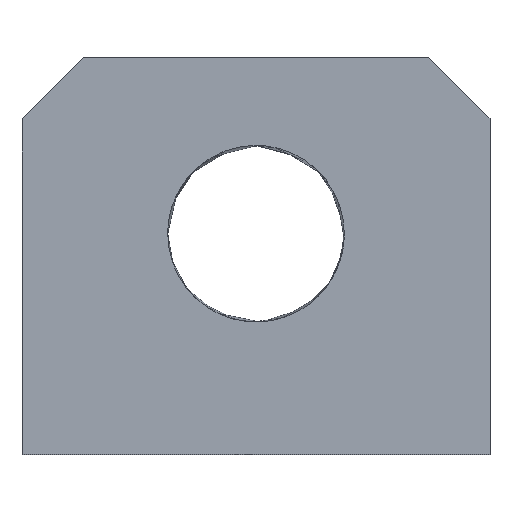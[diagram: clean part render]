
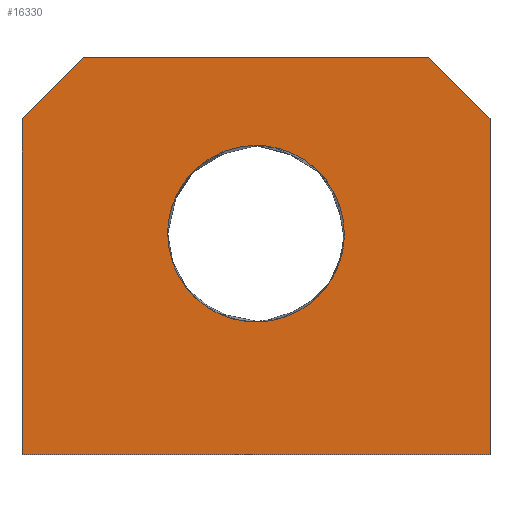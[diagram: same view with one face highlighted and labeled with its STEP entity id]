
A CAD part, top view. The second image highlights one B-rep face of the part: STEP entity #16330.
In plain terms, the highlighted free-form (B-spline) face has degree [1, 1] with [2, 2] control points.
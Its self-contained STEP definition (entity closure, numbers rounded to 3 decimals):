
#3250 = CARTESIAN_POINT ('', (10., 25., 24.));
#3260 = VERTEX_POINT ('', #3250);
#3270 = CARTESIAN_POINT ('', (-10., 25., 24.));
#3280 = VERTEX_POINT ('', #3270);
#3290 = CARTESIAN_POINT ('', (10., 25., 24.));
#3300 = CARTESIAN_POINT ('', (10., 45., 24.));
#3310 = CARTESIAN_POINT ('', (-10., 45., 24.));
#3320 = CARTESIAN_POINT ('', (-10., 25., 24.));
#3330 = (
   BOUNDED_CURVE ()
   B_SPLINE_CURVE (3, (#3290, #3300, #3310, #3320), .UNSPECIFIED., .F., .U.)
   B_SPLINE_CURVE_WITH_KNOTS ((4, 4), (0., 1.), .UNSPECIFIED.)
   CURVE ()
   GEOMETRIC_REPRESENTATION_ITEM ()
   RATIONAL_B_SPLINE_CURVE ((1., 0.333, 0.333, 1.))
   REPRESENTATION_ITEM ('')
);
#3340 = EDGE_CURVE ('', #3260, #3280, #3330, .T.);
#3600 = CARTESIAN_POINT ('', (-10., 25., 24.));
#3610 = CARTESIAN_POINT ('', (-10., 5., 24.));
#3620 = CARTESIAN_POINT ('', (10., 5., 24.));
#3630 = CARTESIAN_POINT ('', (10., 25., 24.));
#3640 = (
   BOUNDED_CURVE ()
   B_SPLINE_CURVE (3, (#3600, #3610, #3620, #3630), .UNSPECIFIED., .F., .U.)
   B_SPLINE_CURVE_WITH_KNOTS ((4, 4), (0., 1.), .UNSPECIFIED.)
   CURVE ()
   GEOMETRIC_REPRESENTATION_ITEM ()
   RATIONAL_B_SPLINE_CURVE ((1., 0.333, 0.333, 1.))
   REPRESENTATION_ITEM ('')
);
#3650 = EDGE_CURVE ('', #3280, #3260, #3640, .T.);
#4470 = CARTESIAN_POINT ('', (26.5, 38., 24.));
#4480 = VERTEX_POINT ('', #4470);
#4540 = CARTESIAN_POINT ('', (26.5, 0., 24.));
#4550 = VERTEX_POINT ('', #4540);
#4560 = CARTESIAN_POINT ('', (26.5, 38., 24.));
#4570 = CARTESIAN_POINT ('', (26.5, 0., 24.));
#4580 = B_SPLINE_CURVE_WITH_KNOTS ('', 1, (#4560, #4570), .UNSPECIFIED., .F., .U., (2, 2), (0., 1.), .UNSPECIFIED.);
#4590 = EDGE_CURVE ('', #4480, #4550, #4580, .T.);
#5180 = CARTESIAN_POINT ('', (19.5, 45., 24.));
#5190 = VERTEX_POINT ('', #5180);
#5250 = CARTESIAN_POINT ('', (19.5, 45., 24.));
#5260 = CARTESIAN_POINT ('', (26.5, 38., 24.));
#5270 = B_SPLINE_CURVE_WITH_KNOTS ('', 1, (#5250, #5260), .UNSPECIFIED., .F., .U., (2, 2), (0., 1.), .UNSPECIFIED.);
#5280 = EDGE_CURVE ('', #5190, #4480, #5270, .T.);
#5390 = CARTESIAN_POINT ('', (-19.5, 45., 24.));
#5400 = VERTEX_POINT ('', #5390);
#5410 = CARTESIAN_POINT ('', (-19.5, 45., 24.));
#5420 = CARTESIAN_POINT ('', (19.5, 45., 24.));
#5430 = B_SPLINE_CURVE_WITH_KNOTS ('', 1, (#5410, #5420), .UNSPECIFIED., .F., .U., (2, 2), (0., 1.), .UNSPECIFIED.);
#5440 = EDGE_CURVE ('', #5400, #5190, #5430, .T.);
#12160 = CARTESIAN_POINT ('', (-26.5, 0., 24.));
#12170 = VERTEX_POINT ('', #12160);
#12180 = CARTESIAN_POINT ('', (26.5, 0., 24.));
#12190 = CARTESIAN_POINT ('', (-26.5, 0., 24.));
#12200 = B_SPLINE_CURVE_WITH_KNOTS ('', 1, (#12180, #12190), .UNSPECIFIED., .F., .U., (2, 2), (0., 1.), .UNSPECIFIED.);
#12210 = EDGE_CURVE ('', #4550, #12170, #12200, .T.);
#15730 = CARTESIAN_POINT ('', (-26.5, 38., 24.));
#15740 = VERTEX_POINT ('', #15730);
#15750 = CARTESIAN_POINT ('', (-19.5, 45., 24.));
#15760 = CARTESIAN_POINT ('', (-21.833, 42.667, 24.));
#15770 = CARTESIAN_POINT ('', (-24.167, 40.333, 24.));
#15780 = CARTESIAN_POINT ('', (-26.5, 38., 24.));
#15790 = B_SPLINE_CURVE_WITH_KNOTS ('', 3, (#15750, #15760, #15770, #15780), .UNSPECIFIED., .F., .U., (4, 4), (0., 1.), .UNSPECIFIED.);
#15800 = EDGE_CURVE ('', #5400, #15740, #15790, .T.);
#16020 = CARTESIAN_POINT ('', (-26.5, 38., 24.));
#16030 = CARTESIAN_POINT ('', (-26.5, 0., 24.));
#16040 = B_SPLINE_CURVE_WITH_KNOTS ('', 1, (#16020, #16030), .UNSPECIFIED., .F., .U., (2, 2), (0., 1.), .UNSPECIFIED.);
#16050 = EDGE_CURVE ('', #15740, #12170, #16040, .T.);
#16160 = ORIENTED_EDGE ('', *, *, #5440, .F.);
#16170 = ORIENTED_EDGE ('', *, *, #15800, .T.);
#16180 = ORIENTED_EDGE ('', *, *, #16050, .T.);
#16190 = ORIENTED_EDGE ('', *, *, #12210, .F.);
#16200 = ORIENTED_EDGE ('', *, *, #4590, .F.);
#16210 = ORIENTED_EDGE ('', *, *, #5280, .F.);
#16220 = EDGE_LOOP ('', (#16160, #16170, #16180, #16190, #16200, #16210));
#16230 = FACE_OUTER_BOUND ('', #16220, .T.);
#16240 = ORIENTED_EDGE ('', *, *, #3340, .F.);
#16250 = ORIENTED_EDGE ('', *, *, #3650, .F.);
#16260 = EDGE_LOOP ('', (#16240, #16250));
#16270 = FACE_BOUND ('', #16260, .T.);
#16280 = CARTESIAN_POINT ('', (-26.5, 0., 24.));
#16290 = CARTESIAN_POINT ('', (-26.5, 45., 24.));
#16300 = CARTESIAN_POINT ('', (26.5, 0., 24.));
#16310 = CARTESIAN_POINT ('', (26.5, 45., 24.));
#16320 = B_SPLINE_SURFACE_WITH_KNOTS ('', 1, 1, ((#16280, #16290), (#16300, #16310)), .UNSPECIFIED., .F., .F., .U., (2, 2), (2, 2), (0., 1.), (0., 1.), .UNSPECIFIED.);
#16330 = ADVANCED_FACE ('', (#16230, #16270), #16320, .T.);
